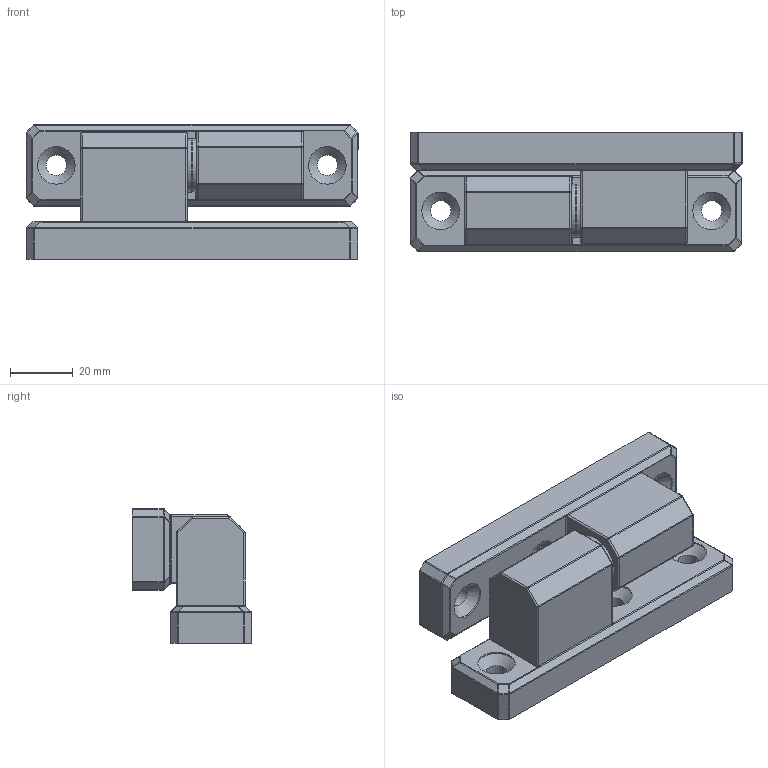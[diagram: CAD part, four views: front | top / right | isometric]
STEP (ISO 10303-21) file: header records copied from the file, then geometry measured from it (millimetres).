
FILE_DESCRIPTION(/* description */ (''),/* implementation_level */ '2;1');
FILE_NAME(/* name */ 'DR_D-103.stp',/* time_stamp */ '2023-02-27T12:23:49+09:00',/* author */ ('user'),/* organization */ (''),/* preprocessor_version */ 'ST-DEVELOPER v15.6',/* originating_system */ 'Autodesk Inventor 2015',/* authorisation */ '');
FILE_SCHEMA (('AUTOMOTIVE_DESIGN { 1 0 10303 214 3 1 1 }'));
Length unit declared in the file: millimetre
Products named in the file (3): DR_D-103; DR_D-103PP
Bounding box: 106 x 38 x 43 mm (x, y, z)
Volume: 99407.9 mm3; surface area: 27740.1 mm2
Topology: 5 solids, 5 shells, 275 faces, 575 edges, 312 vertices
Faces by surface type: cylinder 133, sphere 60, plane 60, bspline 8, torus 8, cone 6
Full cylindrical faces by diameter (mm): 6.5 x6, 10 x5, 12 x6, 17 x2
Entity records: 7322 total; most frequent: CARTESIAN_POINT 1436, DIRECTION 1342, ORIENTED_EDGE 1088, AXIS2_PLACEMENT_3D 546, EDGE_CURVE 544, EDGE_LOOP 318, VERTEX_POINT 306, FACE_OUTER_BOUND 275
